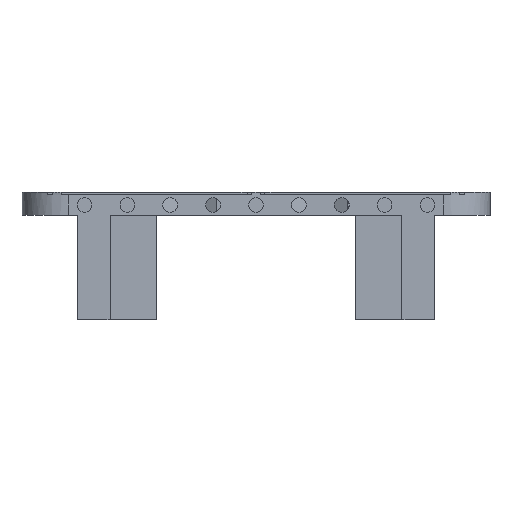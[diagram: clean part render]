
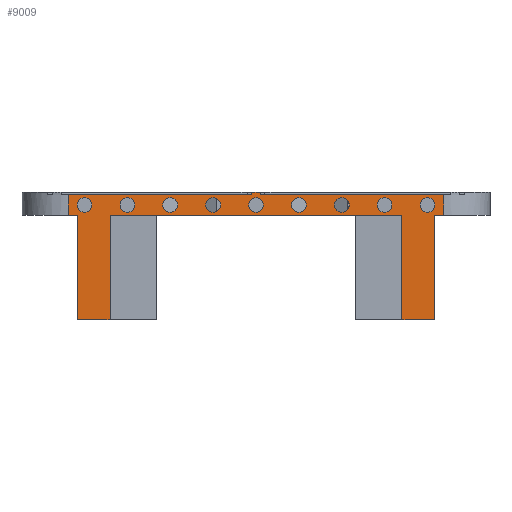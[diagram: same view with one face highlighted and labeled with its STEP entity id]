
A CAD part, front view. The second image highlights one B-rep face of the part: STEP entity #9009.
In plain terms, the highlighted planar face has unit normal (0, -1, 0).
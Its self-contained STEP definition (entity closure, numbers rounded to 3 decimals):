
#264=FACE_BOUND('',#1520,.T.);
#265=FACE_BOUND('',#1521,.T.);
#266=FACE_BOUND('',#1522,.T.);
#267=FACE_BOUND('',#1523,.T.);
#268=FACE_BOUND('',#1524,.T.);
#269=FACE_BOUND('',#1525,.T.);
#270=FACE_BOUND('',#1526,.T.);
#271=FACE_BOUND('',#1527,.T.);
#272=FACE_BOUND('',#1528,.T.);
#839=FACE_OUTER_BOUND('',#1519,.T.);
#1519=EDGE_LOOP('',(#8232,#8233,#8234,#8235,#8236,#8237,#8238,#8239,#8240,
#8241,#8242,#8243,#8244,#8245,#8246,#8247));
#1520=EDGE_LOOP('',(#8248));
#1521=EDGE_LOOP('',(#8249));
#1522=EDGE_LOOP('',(#8250));
#1523=EDGE_LOOP('',(#8251));
#1524=EDGE_LOOP('',(#8252));
#1525=EDGE_LOOP('',(#8253));
#1526=EDGE_LOOP('',(#8254));
#1527=EDGE_LOOP('',(#8255));
#1528=EDGE_LOOP('',(#8256));
#1553=CIRCLE('',#9069,1.6);
#1556=CIRCLE('',#9073,1.6);
#1558=CIRCLE('',#9076,1.6);
#1560=CIRCLE('',#9080,1.6);
#1564=CIRCLE('',#9086,1.6);
#1567=CIRCLE('',#9092,1.6);
#1570=CIRCLE('',#9096,1.6);
#1572=CIRCLE('',#9100,1.6);
#1574=CIRCLE('',#9104,1.6);
#1902=LINE('',#12970,#2865);
#1906=LINE('',#12978,#2869);
#1910=LINE('',#12986,#2873);
#2554=LINE('',#14309,#3517);
#2556=LINE('',#14313,#3519);
#2592=LINE('',#14421,#3555);
#2616=LINE('',#14473,#3579);
#2649=LINE('',#14575,#3612);
#2653=LINE('',#14588,#3616);
#2657=LINE('',#14600,#3620);
#2682=LINE('',#14696,#3645);
#2683=LINE('',#14699,#3646);
#2687=LINE('',#14706,#3650);
#2736=LINE('',#14834,#3699);
#2740=LINE('',#14840,#3703);
#2741=LINE('',#14844,#3704);
#2865=VECTOR('',#10368,10.);
#2869=VECTOR('',#10372,10.);
#2873=VECTOR('',#10376,10.);
#3517=VECTOR('',#11472,10.);
#3519=VECTOR('',#11476,10.);
#3555=VECTOR('',#11584,10.);
#3579=VECTOR('',#11626,10.);
#3612=VECTOR('',#11733,10.);
#3616=VECTOR('',#11749,10.);
#3620=VECTOR('',#11761,10.);
#3645=VECTOR('',#11882,10.);
#3646=VECTOR('',#11885,10.);
#3650=VECTOR('',#11893,10.);
#3699=VECTOR('',#12028,10.);
#3703=VECTOR('',#12036,10.);
#3704=VECTOR('',#12041,10.);
#3754=VERTEX_POINT('',#12456);
#3758=VERTEX_POINT('',#12467);
#3760=VERTEX_POINT('',#12473);
#3762=VERTEX_POINT('',#12480);
#3768=VERTEX_POINT('',#12496);
#3772=VERTEX_POINT('',#12508);
#3776=VERTEX_POINT('',#12519);
#3778=VERTEX_POINT('',#12526);
#3780=VERTEX_POINT('',#12533);
#3911=VERTEX_POINT('',#12967);
#3912=VERTEX_POINT('',#12969);
#3915=VERTEX_POINT('',#12975);
#3916=VERTEX_POINT('',#12977);
#3919=VERTEX_POINT('',#12983);
#3920=VERTEX_POINT('',#12985);
#4372=VERTEX_POINT('',#14306);
#4373=VERTEX_POINT('',#14308);
#4374=VERTEX_POINT('',#14312);
#4408=VERTEX_POINT('',#14415);
#4410=VERTEX_POINT('',#14419);
#4429=VERTEX_POINT('',#14471);
#4491=VERTEX_POINT('',#14694);
#4492=VERTEX_POINT('',#14698);
#4528=VERTEX_POINT('',#14831);
#4529=VERTEX_POINT('',#14833);
#4596=EDGE_CURVE('',#3754,#3754,#1553,.T.);
#4602=EDGE_CURVE('',#3758,#3758,#1556,.T.);
#4605=EDGE_CURVE('',#3760,#3760,#1558,.T.);
#4608=EDGE_CURVE('',#3762,#3762,#1560,.T.);
#4616=EDGE_CURVE('',#3768,#3768,#1564,.T.);
#4621=EDGE_CURVE('',#3772,#3772,#1567,.T.);
#4627=EDGE_CURVE('',#3776,#3776,#1570,.T.);
#4630=EDGE_CURVE('',#3778,#3778,#1572,.T.);
#4633=EDGE_CURVE('',#3780,#3780,#1574,.T.);
#4826=EDGE_CURVE('',#3912,#3911,#1902,.T.);
#4830=EDGE_CURVE('',#3916,#3915,#1906,.T.);
#4834=EDGE_CURVE('',#3920,#3919,#1910,.T.);
#5496=EDGE_CURVE('',#4373,#4372,#2554,.T.);
#5498=EDGE_CURVE('',#4374,#4373,#2556,.T.);
#5552=EDGE_CURVE('',#4408,#4410,#2592,.T.);
#5577=EDGE_CURVE('',#4410,#4429,#2616,.T.);
#5629=EDGE_CURVE('',#4374,#3911,#2649,.T.);
#5637=EDGE_CURVE('',#3920,#4429,#2653,.T.);
#5644=EDGE_CURVE('',#4408,#4372,#2657,.T.);
#5690=EDGE_CURVE('',#3919,#4491,#2682,.T.);
#5691=EDGE_CURVE('',#3916,#4492,#2683,.T.);
#5695=EDGE_CURVE('',#4492,#4491,#2687,.T.);
#5756=EDGE_CURVE('',#4528,#4529,#2736,.T.);
#5760=EDGE_CURVE('',#3912,#4528,#2740,.T.);
#5762=EDGE_CURVE('',#3915,#4529,#2741,.T.);
#8232=ORIENTED_EDGE('',*,*,#5496,.T.);
#8233=ORIENTED_EDGE('',*,*,#5644,.F.);
#8234=ORIENTED_EDGE('',*,*,#5552,.T.);
#8235=ORIENTED_EDGE('',*,*,#5577,.T.);
#8236=ORIENTED_EDGE('',*,*,#5637,.F.);
#8237=ORIENTED_EDGE('',*,*,#4834,.T.);
#8238=ORIENTED_EDGE('',*,*,#5690,.T.);
#8239=ORIENTED_EDGE('',*,*,#5695,.F.);
#8240=ORIENTED_EDGE('',*,*,#5691,.F.);
#8241=ORIENTED_EDGE('',*,*,#4830,.T.);
#8242=ORIENTED_EDGE('',*,*,#5762,.T.);
#8243=ORIENTED_EDGE('',*,*,#5756,.F.);
#8244=ORIENTED_EDGE('',*,*,#5760,.F.);
#8245=ORIENTED_EDGE('',*,*,#4826,.T.);
#8246=ORIENTED_EDGE('',*,*,#5629,.F.);
#8247=ORIENTED_EDGE('',*,*,#5498,.T.);
#8248=ORIENTED_EDGE('',*,*,#4596,.T.);
#8249=ORIENTED_EDGE('',*,*,#4602,.T.);
#8250=ORIENTED_EDGE('',*,*,#4605,.T.);
#8251=ORIENTED_EDGE('',*,*,#4608,.T.);
#8252=ORIENTED_EDGE('',*,*,#4616,.T.);
#8253=ORIENTED_EDGE('',*,*,#4621,.T.);
#8254=ORIENTED_EDGE('',*,*,#4627,.T.);
#8255=ORIENTED_EDGE('',*,*,#4630,.T.);
#8256=ORIENTED_EDGE('',*,*,#4633,.T.);
#8574=PLANE('',#9720);
#9009=ADVANCED_FACE('',(#839,#264,#265,#266,#267,#268,#269,#270,#271,#272),
#8574,.T.);
#9069=AXIS2_PLACEMENT_3D('',#12457,#9833,#9834);
#9073=AXIS2_PLACEMENT_3D('',#12468,#9844,#9845);
#9076=AXIS2_PLACEMENT_3D('',#12474,#9851,#9852);
#9080=AXIS2_PLACEMENT_3D('',#12481,#9860,#9861);
#9086=AXIS2_PLACEMENT_3D('',#12497,#9876,#9877);
#9092=AXIS2_PLACEMENT_3D('',#12509,#9890,#9891);
#9096=AXIS2_PLACEMENT_3D('',#12520,#9901,#9902);
#9100=AXIS2_PLACEMENT_3D('',#12527,#9910,#9911);
#9104=AXIS2_PLACEMENT_3D('',#12534,#9919,#9920);
#9720=AXIS2_PLACEMENT_3D('',#14878,#12079,#12080);
#9833=DIRECTION('center_axis',(0.,1.,0.));
#9834=DIRECTION('ref_axis',(1.,0.,0.));
#9844=DIRECTION('center_axis',(0.,1.,0.));
#9845=DIRECTION('ref_axis',(1.,0.,0.));
#9851=DIRECTION('center_axis',(0.,1.,0.));
#9852=DIRECTION('ref_axis',(1.,0.,0.));
#9860=DIRECTION('center_axis',(0.,1.,0.));
#9861=DIRECTION('ref_axis',(1.,0.,0.));
#9876=DIRECTION('center_axis',(0.,1.,0.));
#9877=DIRECTION('ref_axis',(1.,0.,0.));
#9890=DIRECTION('center_axis',(0.,1.,0.));
#9891=DIRECTION('ref_axis',(1.,0.,0.));
#9901=DIRECTION('center_axis',(0.,1.,0.));
#9902=DIRECTION('ref_axis',(1.,0.,0.));
#9910=DIRECTION('center_axis',(0.,1.,0.));
#9911=DIRECTION('ref_axis',(1.,0.,0.));
#9919=DIRECTION('center_axis',(0.,1.,0.));
#9920=DIRECTION('ref_axis',(1.,0.,0.));
#10368=DIRECTION('',(1.,0.,0.));
#10372=DIRECTION('',(1.,0.,0.));
#10376=DIRECTION('',(1.,0.,0.));
#11472=DIRECTION('',(0.,0.,1.));
#11476=DIRECTION('',(-1.,0.,0.));
#11584=DIRECTION('',(0.,0.,-1.));
#11626=DIRECTION('',(-1.,0.,0.));
#11733=DIRECTION('',(0.,0.,-1.));
#11749=DIRECTION('',(0.,0.,1.));
#11761=DIRECTION('',(1.,0.,0.));
#11882=DIRECTION('',(0.,0.,-1.));
#11885=DIRECTION('',(0.,0.,-1.));
#11893=DIRECTION('',(-1.,0.,0.));
#12028=DIRECTION('',(-1.,0.,0.));
#12036=DIRECTION('',(0.,0.,-1.));
#12041=DIRECTION('',(0.,0.,-1.));
#12079=DIRECTION('center_axis',(0.,-1.,0.));
#12080=DIRECTION('ref_axis',(1.,0.,0.));
#12456=CARTESIAN_POINT('',(67.4,0.,2.25));
#12457=CARTESIAN_POINT('Origin',(69.,0.,2.25));
#12467=CARTESIAN_POINT('',(30.4,0.,2.25));
#12468=CARTESIAN_POINT('Origin',(32.,0.,2.25));
#12473=CARTESIAN_POINT('',(21.15,0.,2.25));
#12474=CARTESIAN_POINT('Origin',(22.75,0.,2.25));
#12480=CARTESIAN_POINT('',(58.15,0.,2.25));
#12481=CARTESIAN_POINT('Origin',(59.75,0.,2.25));
#12496=CARTESIAN_POINT('',(76.65,0.,2.25));
#12497=CARTESIAN_POINT('Origin',(78.25,0.,2.25));
#12508=CARTESIAN_POINT('',(39.65,0.,2.25));
#12509=CARTESIAN_POINT('Origin',(41.25,0.,2.25));
#12519=CARTESIAN_POINT('',(11.9,0.,2.25));
#12520=CARTESIAN_POINT('Origin',(13.5,0.,2.25));
#12526=CARTESIAN_POINT('',(48.9,0.,2.25));
#12527=CARTESIAN_POINT('Origin',(50.5,0.,2.25));
#12533=CARTESIAN_POINT('',(85.9,0.,2.25));
#12534=CARTESIAN_POINT('Origin',(87.5,0.,2.25));
#12967=CARTESIAN_POINT('',(91.,0.,0.));
#12969=CARTESIAN_POINT('',(89.,0.,0.));
#12970=CARTESIAN_POINT('',(41.,0.,0.));
#12975=CARTESIAN_POINT('',(82.,0.,0.));
#12977=CARTESIAN_POINT('',(19.,0.,0.));
#12978=CARTESIAN_POINT('',(0.,0.,0.));
#12983=CARTESIAN_POINT('',(12.,0.,0.));
#12985=CARTESIAN_POINT('',(10.,0.,0.));
#12986=CARTESIAN_POINT('',(0.,0.,0.));
#14306=CARTESIAN_POINT('',(51.438,0.,5.));
#14308=CARTESIAN_POINT('',(51.438,0.,4.5));
#14309=CARTESIAN_POINT('',(51.438,0.,2.5));
#14312=CARTESIAN_POINT('',(91.,0.,4.5));
#14313=CARTESIAN_POINT('',(57.219,0.,4.5));
#14415=CARTESIAN_POINT('',(49.562,0.,5.));
#14419=CARTESIAN_POINT('',(49.562,0.,4.5));
#14421=CARTESIAN_POINT('',(49.562,0.,2.5));
#14471=CARTESIAN_POINT('',(10.,0.,4.5));
#14473=CARTESIAN_POINT('',(34.281,0.,4.5));
#14575=CARTESIAN_POINT('',(91.,0.,0.));
#14588=CARTESIAN_POINT('',(10.,0.,0.));
#14600=CARTESIAN_POINT('',(0.,0.,5.));
#14694=CARTESIAN_POINT('',(12.,0.,-22.5));
#14696=CARTESIAN_POINT('',(12.,0.,0.));
#14698=CARTESIAN_POINT('',(19.,0.,-22.5));
#14699=CARTESIAN_POINT('',(19.,0.,0.));
#14706=CARTESIAN_POINT('',(19.,0.,-22.5));
#14831=CARTESIAN_POINT('',(89.,0.,-22.5));
#14833=CARTESIAN_POINT('',(82.,0.,-22.5));
#14834=CARTESIAN_POINT('',(82.,0.,-22.5));
#14840=CARTESIAN_POINT('',(89.,0.,0.));
#14844=CARTESIAN_POINT('',(82.,0.,0.));
#14878=CARTESIAN_POINT('Origin',(41.,0.,0.));
